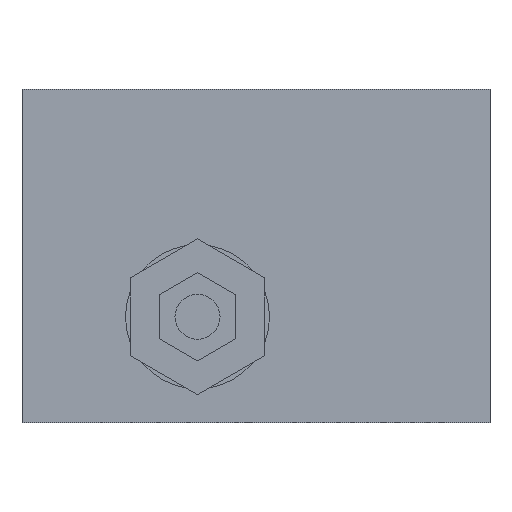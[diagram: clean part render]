
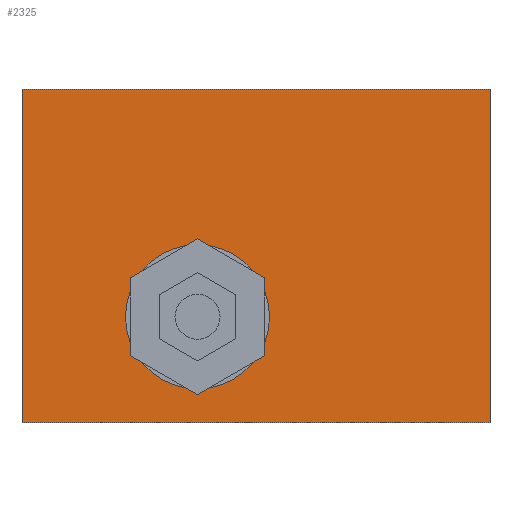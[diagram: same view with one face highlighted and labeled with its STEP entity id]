
A CAD part, front view. The second image highlights one B-rep face of the part: STEP entity #2325.
In plain terms, the highlighted planar face has unit normal (0, -1, 0).
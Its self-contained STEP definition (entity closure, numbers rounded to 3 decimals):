
#141=CIRCLE('',#2542,16.);
#142=CIRCLE('',#2543,16.);
#357=ORIENTED_EDGE('',*,*,#997,.T.);
#358=ORIENTED_EDGE('',*,*,#1003,.F.);
#359=ORIENTED_EDGE('',*,*,#987,.F.);
#360=ORIENTED_EDGE('',*,*,#1004,.F.);
#361=ORIENTED_EDGE('',*,*,#1005,.T.);
#362=ORIENTED_EDGE('',*,*,#1006,.T.);
#987=EDGE_CURVE('',#1309,#1310,#1503,.T.);
#997=EDGE_CURVE('',#1318,#1317,#1511,.T.);
#1003=EDGE_CURVE('',#1310,#1317,#1513,.T.);
#1004=EDGE_CURVE('',#1318,#1309,#1514,.T.);
#1005=EDGE_CURVE('',#1323,#1324,#141,.T.);
#1006=EDGE_CURVE('',#1324,#1323,#142,.T.);
#1309=VERTEX_POINT('',#3709);
#1310=VERTEX_POINT('',#3710);
#1317=VERTEX_POINT('',#3728);
#1318=VERTEX_POINT('',#3730);
#1323=VERTEX_POINT('',#3744);
#1324=VERTEX_POINT('',#3745);
#1503=LINE('',#3708,#1697);
#1511=LINE('',#3729,#1705);
#1513=LINE('',#3741,#1707);
#1514=LINE('',#3742,#1708);
#1697=VECTOR('',#2937,1000.);
#1705=VECTOR('',#2953,1000.);
#1707=VECTOR('',#2965,1000.);
#1708=VECTOR('',#2966,1000.);
#1884=EDGE_LOOP('',(#357,#358,#359,#360));
#1885=EDGE_LOOP('',(#361,#362));
#2066=FACE_BOUND('',#1884,.T.);
#2067=FACE_BOUND('',#1885,.T.);
#2245=PLANE('',#2541);
#2325=ADVANCED_FACE('',(#2066,#2067),#2245,.F.);
#2541=AXIS2_PLACEMENT_3D('',#3740,#2963,#2964);
#2542=AXIS2_PLACEMENT_3D('',#3743,#2967,#2968);
#2543=AXIS2_PLACEMENT_3D('',#3746,#2969,#2970);
#2937=DIRECTION('',(0.,0.,-1.));
#2953=DIRECTION('',(0.,0.,-1.));
#2963=DIRECTION('',(0.,1.,0.));
#2964=DIRECTION('',(0.,0.,1.));
#2965=DIRECTION('',(-1.,0.,0.));
#2966=DIRECTION('',(1.,0.,0.));
#2967=DIRECTION('',(0.,1.,0.));
#2968=DIRECTION('',(1.,0.,0.));
#2969=DIRECTION('',(0.,1.,0.));
#2970=DIRECTION('',(1.,0.,0.));
#3708=CARTESIAN_POINT('',(431.,0.,82.));
#3709=CARTESIAN_POINT('',(431.,0.,119.));
#3710=CARTESIAN_POINT('',(431.,0.,45.));
#3728=CARTESIAN_POINT('',(327.,0.,45.));
#3729=CARTESIAN_POINT('',(327.,0.,82.));
#3730=CARTESIAN_POINT('',(327.,0.,119.));
#3740=CARTESIAN_POINT('',(379.,0.,82.));
#3741=CARTESIAN_POINT('',(379.,0.,45.));
#3742=CARTESIAN_POINT('',(379.,0.,119.));
#3743=CARTESIAN_POINT('',(366.,0.,68.5));
#3744=CARTESIAN_POINT('',(382.,0.,68.5));
#3745=CARTESIAN_POINT('',(350.,0.,68.5));
#3746=CARTESIAN_POINT('',(366.,0.,68.5));
